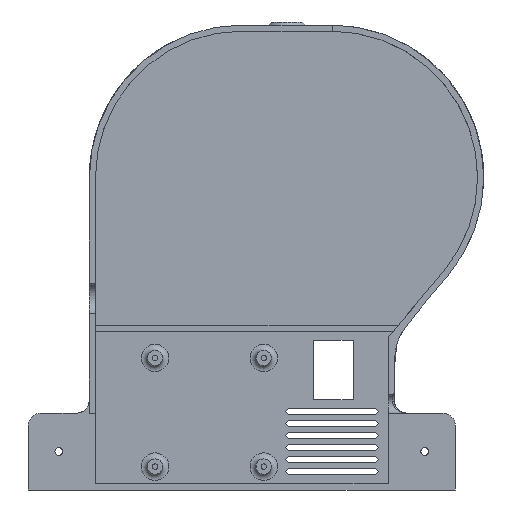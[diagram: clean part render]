
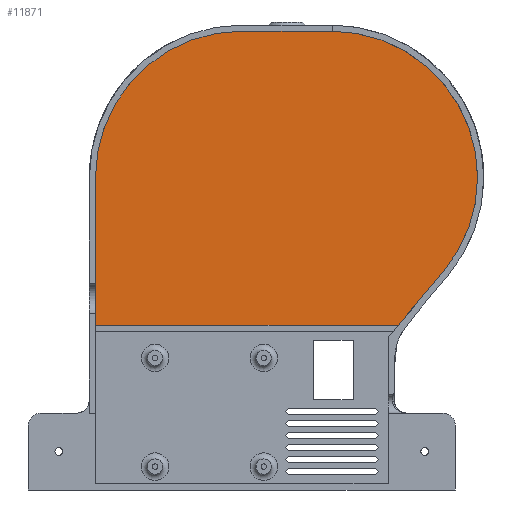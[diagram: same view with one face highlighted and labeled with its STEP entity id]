
A CAD part, front view. The second image highlights one B-rep face of the part: STEP entity #11871.
In plain terms, the highlighted planar face has unit normal (0, -1, 0).
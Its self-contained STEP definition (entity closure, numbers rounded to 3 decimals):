
#1566=LINE('',#18748,#2797);
#1601=LINE('',#19128,#2832);
#1613=LINE('',#19151,#2844);
#1654=LINE('',#19605,#2885);
#2797=VECTOR('',#15226,10.);
#2832=VECTOR('',#15367,10.);
#2844=VECTOR('',#15389,10.);
#2885=VECTOR('',#15526,10.);
#3528=PLANE('',#12747);
#4115=FACE_OUTER_BOUND('',#4832,.T.);
#4832=EDGE_LOOP('',(#10479,#10480,#10481,#10482,#10483,#10484));
#5063=CIRCLE('',#12366,47.919);
#5104=CIRCLE('',#12748,47.919);
#5682=VERTEX_POINT('',#18041);
#5683=VERTEX_POINT('',#18043);
#5869=VERTEX_POINT('',#18746);
#5917=VERTEX_POINT('',#19125);
#5924=VERTEX_POINT('',#19149);
#5959=VERTEX_POINT('',#19603);
#7032=EDGE_CURVE('',#5683,#5682,#5063,.T.);
#7387=EDGE_CURVE('',#5682,#5869,#1566,.T.);
#7457=EDGE_CURVE('',#5869,#5917,#1601,.T.);
#7470=EDGE_CURVE('',#5917,#5924,#1613,.T.);
#7535=EDGE_CURVE('',#5924,#5959,#5104,.T.);
#7536=EDGE_CURVE('',#5959,#5683,#1654,.T.);
#10479=ORIENTED_EDGE('',*,*,#7457,.T.);
#10480=ORIENTED_EDGE('',*,*,#7470,.T.);
#10481=ORIENTED_EDGE('',*,*,#7535,.T.);
#10482=ORIENTED_EDGE('',*,*,#7536,.T.);
#10483=ORIENTED_EDGE('',*,*,#7032,.T.);
#10484=ORIENTED_EDGE('',*,*,#7387,.T.);
#11871=ADVANCED_FACE('',(#4115),#3528,.F.);
#12366=AXIS2_PLACEMENT_3D('',#18044,#14431,#14432);
#12747=AXIS2_PLACEMENT_3D('',#19602,#15522,#15523);
#12748=AXIS2_PLACEMENT_3D('',#19604,#15524,#15525);
#14431=DIRECTION('center_axis',(0.,-1.,0.));
#14432=DIRECTION('ref_axis',(-1.,0.,0.));
#15226=DIRECTION('',(0.,0.,-1.));
#15367=DIRECTION('',(1.,0.,0.));
#15389=DIRECTION('',(0.643,0.,0.766));
#15522=DIRECTION('center_axis',(0.,1.,0.));
#15523=DIRECTION('ref_axis',(-1.,0.,0.));
#15524=DIRECTION('center_axis',(0.,-1.,0.));
#15525=DIRECTION('ref_axis',(0.,0.,1.));
#15526=DIRECTION('',(-1.,0.,0.));
#18041=CARTESIAN_POINT('',(-47.919,161.,102.355));
#18043=CARTESIAN_POINT('',(0.,161.,150.274));
#18044=CARTESIAN_POINT('Origin',(0.,161.,102.355));
#18746=CARTESIAN_POINT('',(-47.919,161.,54.));
#18748=CARTESIAN_POINT('',(-47.919,161.,0.));
#19125=CARTESIAN_POINT('',(51.306,161.,54.));
#19128=CARTESIAN_POINT('',(34.29,161.,54.));
#19149=CARTESIAN_POINT('',(66.035,161.,71.554));
#19151=CARTESIAN_POINT('',(66.035,161.,71.554));
#19602=CARTESIAN_POINT('Origin',(14.664,161.,76.137));
#19603=CARTESIAN_POINT('',(29.327,161.,150.274));
#19604=CARTESIAN_POINT('Origin',(29.327,161.,102.355));
#19605=CARTESIAN_POINT('',(0.,161.,150.274));
